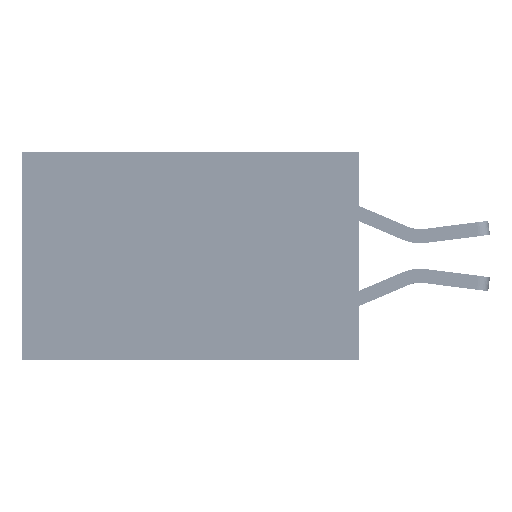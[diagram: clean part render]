
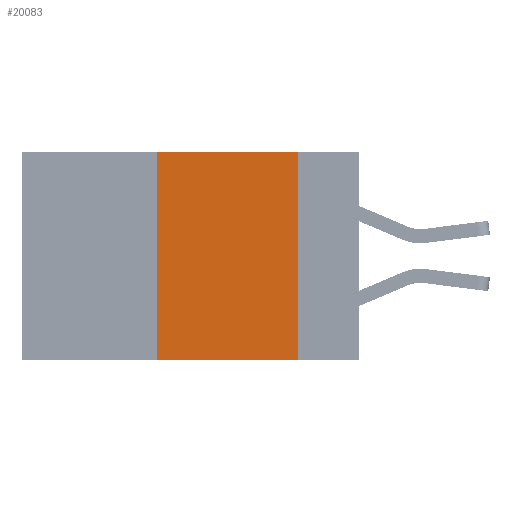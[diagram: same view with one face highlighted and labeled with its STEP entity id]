
A CAD part, left-side view. The second image highlights one B-rep face of the part: STEP entity #20083.
In plain terms, the highlighted planar face has unit normal (-1, 0, 0).
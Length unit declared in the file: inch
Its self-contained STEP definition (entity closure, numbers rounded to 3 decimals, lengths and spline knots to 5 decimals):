
#2118 = CARTESIAN_POINT ( 'NONE',  ( 0., 0.36, -0.37 ) ) ;
#3316 = DIRECTION ( 'NONE',  ( 1., 0., 0. ) ) ;
#6208 = DIRECTION ( 'NONE',  ( 0., -1., 0. ) ) ;
#6522 = LINE ( 'NONE', #16643, #24172 ) ;
#10930 = EDGE_CURVE ( 'NONE', #29589, #22356, #6522, .T. ) ;
#11039 = VERTEX_POINT ( 'NONE', #2118 ) ;
#12532 = DIRECTION ( 'NONE',  ( 0., -1., 0. ) ) ;
#14383 = DIRECTION ( 'NONE',  ( 0., 0., -1. ) ) ;
#14613 = CARTESIAN_POINT ( 'NONE',  ( 0., 0.6, 0. ) ) ;
#14828 = EDGE_CURVE ( 'NONE', #22356, #29272, #30385, .T. ) ;
#15553 = LINE ( 'NONE', #36767, #42248 ) ;
#16643 = CARTESIAN_POINT ( 'NONE',  ( 0., 0.6, 0. ) ) ;
#19261 = DIRECTION ( 'NONE',  ( 0., 0., 1. ) ) ;
#19773 = ORIENTED_EDGE ( 'NONE', *, *, #31617, .T. ) ;
#20046 = VECTOR ( 'NONE', #6208, 39.37008 ) ;
#20083 = ADVANCED_FACE ( 'NONE', ( #24555 ), #41851, .F. ) ;
#20268 = CARTESIAN_POINT ( 'NONE',  ( 0., 0.6, -0.37 ) ) ;
#22063 = CARTESIAN_POINT ( 'NONE',  ( 0., 0.11, 0. ) ) ;
#22356 = VERTEX_POINT ( 'NONE', #22063 ) ;
#22826 = ORIENTED_EDGE ( 'NONE', *, *, #37711, .F. ) ;
#24172 = VECTOR ( 'NONE', #12532, 39.37008 ) ;
#24555 = FACE_OUTER_BOUND ( 'NONE', #32176, .T. ) ;
#27424 = LINE ( 'NONE', #20268, #20046 ) ;
#27850 = AXIS2_PLACEMENT_3D ( 'NONE', #14613, #3316, #14383 ) ;
#29168 = ORIENTED_EDGE ( 'NONE', *, *, #14828, .F. ) ;
#29272 = VERTEX_POINT ( 'NONE', #37921 ) ;
#29589 = VERTEX_POINT ( 'NONE', #40187 ) ;
#30385 = LINE ( 'NONE', #34744, #38413 ) ;
#31073 = DIRECTION ( 'NONE',  ( 0., 0., -1. ) ) ;
#31617 = EDGE_CURVE ( 'NONE', #11039, #29272, #27424, .T. ) ;
#32176 = EDGE_LOOP ( 'NONE', ( #29168, #39414, #22826, #19773 ) ) ;
#34744 = CARTESIAN_POINT ( 'NONE',  ( 0., 0.11, 0. ) ) ;
#36767 = CARTESIAN_POINT ( 'NONE',  ( 0., 0.36, 0. ) ) ;
#37711 = EDGE_CURVE ( 'NONE', #11039, #29589, #15553, .T. ) ;
#37921 = CARTESIAN_POINT ( 'NONE',  ( 0., 0.11, -0.37 ) ) ;
#38413 = VECTOR ( 'NONE', #31073, 39.37008 ) ;
#39414 = ORIENTED_EDGE ( 'NONE', *, *, #10930, .F. ) ;
#40187 = CARTESIAN_POINT ( 'NONE',  ( 0., 0.36, 0. ) ) ;
#41851 = PLANE ( 'NONE',  #27850 ) ;
#42248 = VECTOR ( 'NONE', #19261, 39.37008 ) ;
